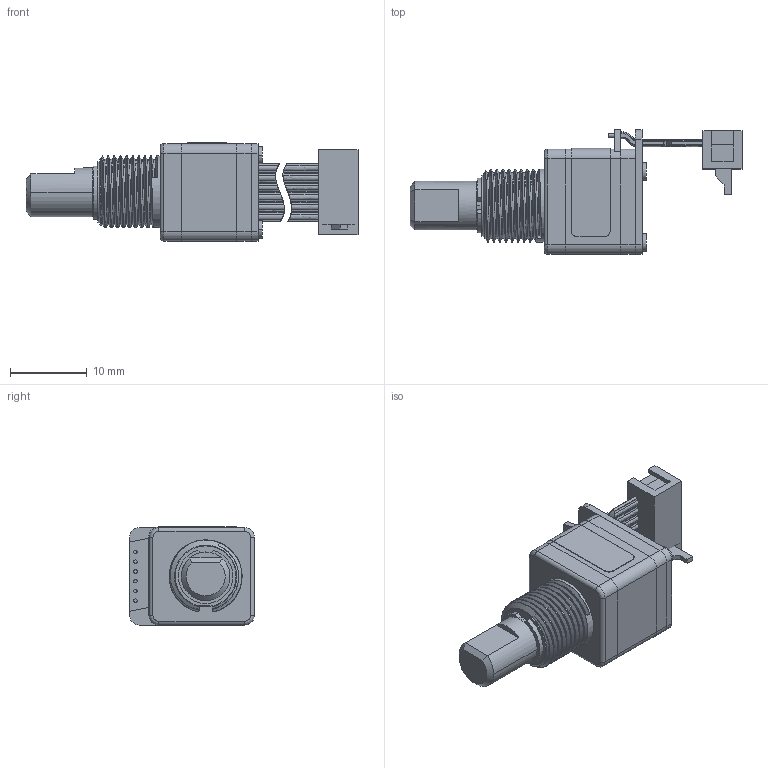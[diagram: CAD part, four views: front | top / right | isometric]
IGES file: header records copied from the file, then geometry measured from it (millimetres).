
Start section:  PTC IGES file: 68pxxx-xxxc_sw0001.igs
Global section: file name: 68pxxx-xxxc_sw0001.igs; native system: Pro/ENGINEER by Parametric Technology Corporation; preprocessor: 2011490; author: jkifer; organization: Unknown; date: 20150618.123335; units: inch
Bounding box: 43.23 x 16.26 x 12.78 mm (x, y, z)
Surface area: 4370.3 mm2 (no closed solid volume)
Topology: 0 solids, 0 shells, 697 faces, 3249 edges, 3248 vertices
Faces by surface type: revolution 427, bspline 268, extrusion 2
